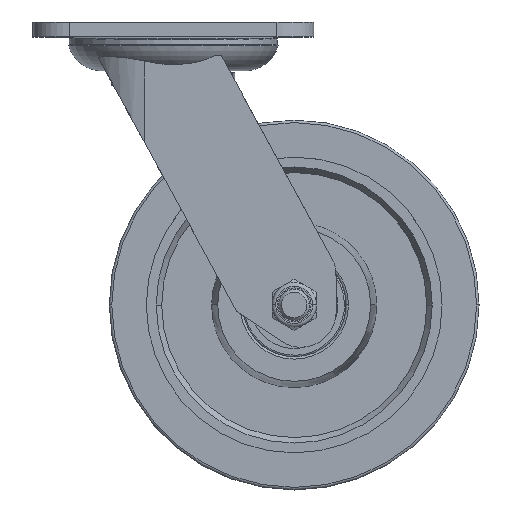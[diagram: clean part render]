
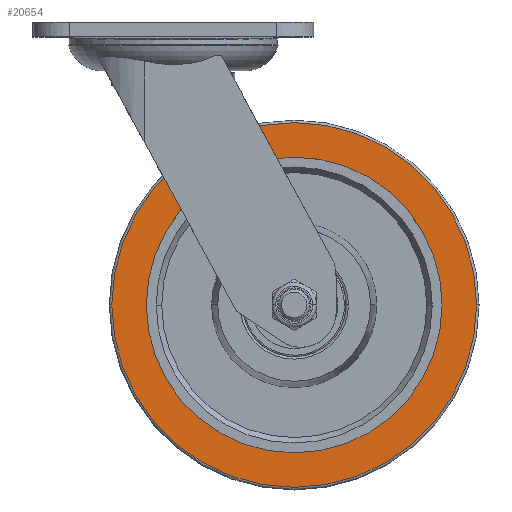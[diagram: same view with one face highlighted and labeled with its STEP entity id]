
A CAD part, top view. The second image highlights one B-rep face of the part: STEP entity #20654.
In plain terms, the highlighted planar face has unit normal (0, 0, 1).
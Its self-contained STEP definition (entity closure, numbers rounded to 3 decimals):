
#277 = DIRECTION ( 'NONE',  ( 1., 0., 0. ) ) ;
#279 = ORIENTED_EDGE ( 'NONE', *, *, #13335, .T. ) ;
#1580 = CIRCLE ( 'NONE', #17230, 60. ) ;
#2267 = FACE_BOUND ( 'NONE', #7528, .T. ) ;
#3742 = DIRECTION ( 'NONE',  ( 0., 0., -1. ) ) ;
#3827 = PLANE ( 'NONE',  #5369 ) ;
#4429 = CARTESIAN_POINT ( 'NONE',  ( 106., -114.766, -31. ) ) ;
#4548 = AXIS2_PLACEMENT_3D ( 'NONE', #23477, #4738, #4970 ) ;
#4738 = DIRECTION ( 'NONE',  ( 0., 0., 1. ) ) ;
#4924 = CIRCLE ( 'NONE', #4548, 74. ) ;
#4970 = DIRECTION ( 'NONE',  ( 1., 0., 0. ) ) ;
#5369 = AXIS2_PLACEMENT_3D ( 'NONE', #11225, #3742, #5633 ) ;
#5633 = DIRECTION ( 'NONE',  ( -1., 0., 0. ) ) ;
#5651 = DIRECTION ( 'NONE',  ( 0., 0., 1. ) ) ;
#5978 = VERTEX_POINT ( 'NONE', #13261 ) ;
#6156 = ORIENTED_EDGE ( 'NONE', *, *, #12166, .F. ) ;
#7321 = VERTEX_POINT ( 'NONE', #13478 ) ;
#7528 = EDGE_LOOP ( 'NONE', ( #20380, #6156 ) ) ;
#9908 = DIRECTION ( 'NONE',  ( 0., 0., 1. ) ) ;
#10184 = ORIENTED_EDGE ( 'NONE', *, *, #18350, .T. ) ;
#10759 = CARTESIAN_POINT ( 'NONE',  ( 180., -114.766, -31. ) ) ;
#11225 = CARTESIAN_POINT ( 'NONE',  ( 106., -53.766, -31. ) ) ;
#12166 = EDGE_CURVE ( 'NONE', #22575, #7321, #19595, .T. ) ;
#12316 = EDGE_LOOP ( 'NONE', ( #279, #10184 ) ) ;
#13041 = AXIS2_PLACEMENT_3D ( 'NONE', #4429, #17374, #17461 ) ;
#13261 = CARTESIAN_POINT ( 'NONE',  ( 32., -114.766, -31. ) ) ;
#13335 = EDGE_CURVE ( 'NONE', #22487, #5978, #17268, .T. ) ;
#13478 = CARTESIAN_POINT ( 'NONE',  ( 166., -114.766, -31. ) ) ;
#13655 = DIRECTION ( 'NONE',  ( 1., 0., 0. ) ) ;
#13743 = CARTESIAN_POINT ( 'NONE',  ( 106., -114.766, -31. ) ) ;
#14514 = EDGE_CURVE ( 'NONE', #7321, #22575, #1580, .T. ) ;
#17230 = AXIS2_PLACEMENT_3D ( 'NONE', #13743, #9908, #13655 ) ;
#17268 = CIRCLE ( 'NONE', #13041, 74. ) ;
#17374 = DIRECTION ( 'NONE',  ( 0., 0., 1. ) ) ;
#17461 = DIRECTION ( 'NONE',  ( 1., 0., 0. ) ) ;
#18350 = EDGE_CURVE ( 'NONE', #5978, #22487, #4924, .T. ) ;
#18732 = AXIS2_PLACEMENT_3D ( 'NONE', #20777, #5651, #277 ) ;
#19595 = CIRCLE ( 'NONE', #18732, 60. ) ;
#20380 = ORIENTED_EDGE ( 'NONE', *, *, #14514, .F. ) ;
#20485 = CARTESIAN_POINT ( 'NONE',  ( 46., -114.766, -31. ) ) ;
#20513 = FACE_OUTER_BOUND ( 'NONE', #12316, .T. ) ;
#20654 = ADVANCED_FACE ( 'NONE', ( #2267, #20513 ), #3827, .F. ) ;
#20777 = CARTESIAN_POINT ( 'NONE',  ( 106., -114.766, -31. ) ) ;
#22487 = VERTEX_POINT ( 'NONE', #10759 ) ;
#22575 = VERTEX_POINT ( 'NONE', #20485 ) ;
#23477 = CARTESIAN_POINT ( 'NONE',  ( 106., -114.766, -31. ) ) ;
